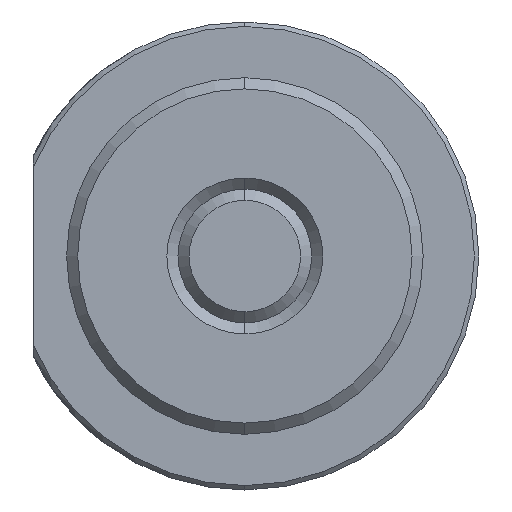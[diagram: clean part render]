
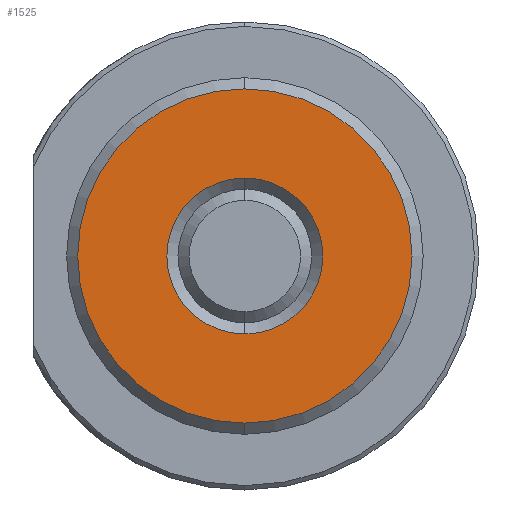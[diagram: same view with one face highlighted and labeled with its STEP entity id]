
A CAD part, left-side view. The second image highlights one B-rep face of the part: STEP entity #1525.
In plain terms, the highlighted planar face has unit normal (-1, 0, 0).
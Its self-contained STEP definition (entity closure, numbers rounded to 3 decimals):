
#52 = EDGE_CURVE ( 'NONE', #2261, #2260, #2402, .T. ) ;
#56 = EDGE_CURVE ( 'NONE', #2303, #2312, #2405, .T. ) ;
#100 = EDGE_CURVE ( 'NONE', #2260, #2261, #1579, .T. ) ;
#445 = CARTESIAN_POINT ( 'NONE',  ( 0., 3., 0. ) ) ;
#446 = PLANE ( 'NONE',  #2861 ) ;
#447 = DIRECTION ( 'NONE',  ( 1., 0., 0. ) ) ;
#448 = DIRECTION ( 'NONE',  ( 0., 0., -1. ) ) ;
#518 = CARTESIAN_POINT ( 'NONE',  ( 0., 0., -7.5 ) ) ;
#519 = CARTESIAN_POINT ( 'NONE',  ( 0., 0., 7.5 ) ) ;
#561 = CARTESIAN_POINT ( 'NONE',  ( 0., 0., 3.5 ) ) ;
#570 = CARTESIAN_POINT ( 'NONE',  ( 0., 0., -3.5 ) ) ;
#698 = CARTESIAN_POINT ( 'NONE',  ( 0., 0., 0. ) ) ;
#709 = DIRECTION ( 'NONE',  ( 1., 0., 0. ) ) ;
#710 = DIRECTION ( 'NONE',  ( 0., 0., -1. ) ) ;
#1300 = DIRECTION ( 'NONE',  ( 0., 0., -1. ) ) ;
#1348 = DIRECTION ( 'NONE',  ( -1., 0., 0. ) ) ;
#1353 = CARTESIAN_POINT ( 'NONE',  ( 0., 0., 0. ) ) ;
#1525 = ADVANCED_FACE ( 'NONE', ( #1826, #1830 ), #446, .F. ) ;
#1579 = CIRCLE ( 'NONE', #2729, 7.5 ) ;
#1826 = FACE_BOUND ( 'NONE', #2973, .T. ) ;
#1830 = FACE_OUTER_BOUND ( 'NONE', #3013, .T. ) ;
#1912 = CIRCLE ( 'NONE', #2880, 3.5 ) ;
#2197 = DIRECTION ( 'NONE',  ( 0., 0., -1. ) ) ;
#2198 = DIRECTION ( 'NONE',  ( 1., 0., 0. ) ) ;
#2199 = CARTESIAN_POINT ( 'NONE',  ( 0., 0., 0. ) ) ;
#2208 = DIRECTION ( 'NONE',  ( 0., 0., -1. ) ) ;
#2209 = DIRECTION ( 'NONE',  ( -1., 0., 0. ) ) ;
#2210 = CARTESIAN_POINT ( 'NONE',  ( 0., 0., 0. ) ) ;
#2260 = VERTEX_POINT ( 'NONE', #518 ) ;
#2261 = VERTEX_POINT ( 'NONE', #519 ) ;
#2303 = VERTEX_POINT ( 'NONE', #561 ) ;
#2312 = VERTEX_POINT ( 'NONE', #570 ) ;
#2402 = CIRCLE ( 'NONE', #2695, 7.5 ) ;
#2405 = CIRCLE ( 'NONE', #2693, 3.5 ) ;
#2574 = EDGE_CURVE ( 'NONE', #2312, #2303, #1912, .T. ) ;
#2693 = AXIS2_PLACEMENT_3D ( 'NONE', #2199, #2198, #2197 ) ;
#2695 = AXIS2_PLACEMENT_3D ( 'NONE', #2210, #2209, #2208 ) ;
#2729 = AXIS2_PLACEMENT_3D ( 'NONE', #1353, #1348, #1300 ) ;
#2861 = AXIS2_PLACEMENT_3D ( 'NONE', #445, #447, #448 ) ;
#2880 = AXIS2_PLACEMENT_3D ( 'NONE', #698, #709, #710 ) ;
#2973 = EDGE_LOOP ( 'NONE', ( #3286, #3258 ) ) ;
#3013 = EDGE_LOOP ( 'NONE', ( #3257, #3256 ) ) ;
#3256 = ORIENTED_EDGE ( 'NONE', *, *, #52, .T. ) ;
#3257 = ORIENTED_EDGE ( 'NONE', *, *, #100, .T. ) ;
#3258 = ORIENTED_EDGE ( 'NONE', *, *, #2574, .T. ) ;
#3286 = ORIENTED_EDGE ( 'NONE', *, *, #56, .T. ) ;
